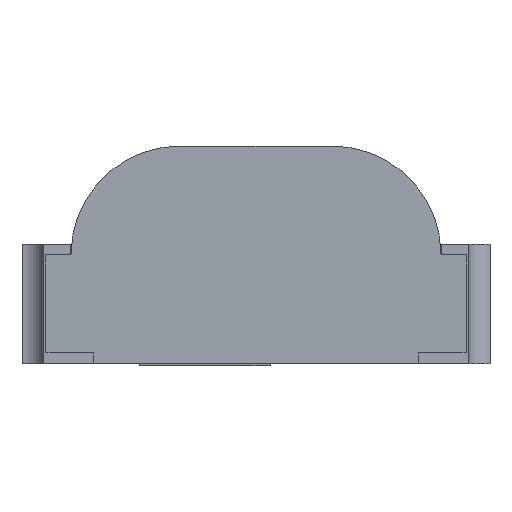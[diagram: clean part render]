
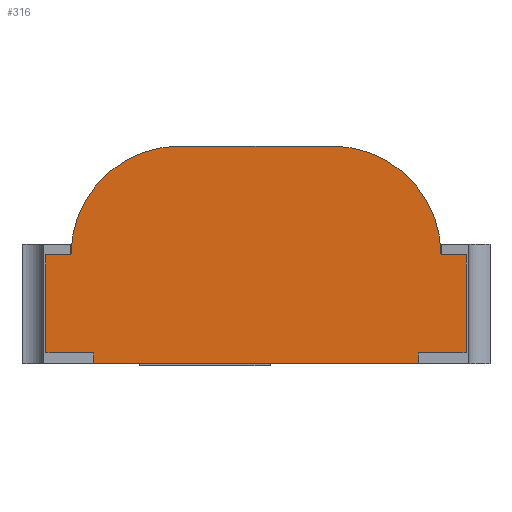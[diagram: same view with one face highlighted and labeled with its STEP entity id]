
A CAD part, left-side view. The second image highlights one B-rep face of the part: STEP entity #316.
In plain terms, the highlighted planar face has unit normal (-1, 0, 0).
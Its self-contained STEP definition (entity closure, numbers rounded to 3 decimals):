
#7 = AXIS2_PLACEMENT_3D ( 'NONE', #82, #172, #266 ) ;
#8 = EDGE_CURVE ( 'NONE', #97, #1289, #160, .T. ) ;
#10 = CARTESIAN_POINT ( 'NONE',  ( -0.417, 0., 1. ) ) ;
#14 = CARTESIAN_POINT ( 'NONE',  ( -0.417, 0.975, 0. ) ) ;
#82 = CARTESIAN_POINT ( 'NONE',  ( -0.417, 0.35, 0.5 ) ) ;
#88 = VERTEX_POINT ( 'NONE', #275 ) ;
#97 = VERTEX_POINT ( 'NONE', #423 ) ;
#125 = VERTEX_POINT ( 'NONE', #994 ) ;
#137 = CARTESIAN_POINT ( 'NONE',  ( -0.417, 0.745, 0. ) ) ;
#148 = VECTOR ( 'NONE', #1154, 1000. ) ;
#160 = CIRCLE ( 'NONE', #697, 0.5 ) ;
#172 = DIRECTION ( 'NONE',  ( 1., 0., 0. ) ) ;
#199 = VECTOR ( 'NONE', #296, 1000. ) ;
#211 = DIRECTION ( 'NONE',  ( 0., 0., 1. ) ) ;
#222 = EDGE_CURVE ( 'NONE', #1573, #125, #708, .T. ) ;
#243 = CARTESIAN_POINT ( 'NONE',  ( -0.417, -0.85, 0.5 ) ) ;
#256 = DIRECTION ( 'NONE',  ( 0., 0., 1. ) ) ;
#266 = DIRECTION ( 'NONE',  ( 0., 0., -1. ) ) ;
#275 = CARTESIAN_POINT ( 'NONE',  ( -0.417, 0.745, 0.05 ) ) ;
#296 = DIRECTION ( 'NONE',  ( 0., -1., 0. ) ) ;
#301 = LINE ( 'NONE', #137, #568 ) ;
#308 = DIRECTION ( 'NONE',  ( 0., 0., -1. ) ) ;
#316 = ADVANCED_FACE ( 'NONE', ( #1099 ), #988, .T. ) ;
#324 = LINE ( 'NONE', #1398, #1601 ) ;
#329 = EDGE_CURVE ( 'NONE', #801, #1314, #724, .T. ) ;
#332 = LINE ( 'NONE', #1908, #148 ) ;
#365 = CARTESIAN_POINT ( 'NONE',  ( -0.417, 0.965, 0. ) ) ;
#371 = EDGE_CURVE ( 'NONE', #125, #1261, #459, .T. ) ;
#378 = CARTESIAN_POINT ( 'NONE',  ( -0.417, -0.745, 0. ) ) ;
#393 = CARTESIAN_POINT ( 'NONE',  ( -0.417, -0.745, 0. ) ) ;
#397 = DIRECTION ( 'NONE',  ( 0., -1., 0. ) ) ;
#421 = EDGE_CURVE ( 'NONE', #88, #692, #301, .T. ) ;
#423 = CARTESIAN_POINT ( 'NONE',  ( -0.417, -0.35, 1. ) ) ;
#442 = DIRECTION ( 'NONE',  ( 0., -1., 0. ) ) ;
#459 = CIRCLE ( 'NONE', #7, 0.5 ) ;
#466 = EDGE_CURVE ( 'NONE', #1757, #959, #1874, .T. ) ;
#513 = DIRECTION ( 'NONE',  ( -1., 0., 0. ) ) ;
#514 = ORIENTED_EDGE ( 'NONE', *, *, #466, .T. ) ;
#530 = VECTOR ( 'NONE', #1042, 1000. ) ;
#557 = LINE ( 'NONE', #365, #530 ) ;
#563 = ORIENTED_EDGE ( 'NONE', *, *, #8, .F. ) ;
#568 = VECTOR ( 'NONE', #308, 1000. ) ;
#573 = CARTESIAN_POINT ( 'NONE',  ( -0.417, 0., 0.5 ) ) ;
#582 = ORIENTED_EDGE ( 'NONE', *, *, #371, .F. ) ;
#594 = EDGE_CURVE ( 'NONE', #1573, #1817, #557, .T. ) ;
#620 = ORIENTED_EDGE ( 'NONE', *, *, #681, .F. ) ;
#642 = EDGE_CURVE ( 'NONE', #692, #1757, #332, .T. ) ;
#681 = EDGE_CURVE ( 'NONE', #1289, #1314, #324, .T. ) ;
#692 = VERTEX_POINT ( 'NONE', #723 ) ;
#697 = AXIS2_PLACEMENT_3D ( 'NONE', #1816, #939, #1393 ) ;
#708 = LINE ( 'NONE', #573, #199 ) ;
#720 = CARTESIAN_POINT ( 'NONE',  ( -0.417, -0.965, 0.05 ) ) ;
#723 = CARTESIAN_POINT ( 'NONE',  ( -0.417, 0.745, 0. ) ) ;
#724 = LINE ( 'NONE', #1906, #900 ) ;
#791 = EDGE_CURVE ( 'NONE', #1817, #88, #1882, .T. ) ;
#801 = VERTEX_POINT ( 'NONE', #720 ) ;
#861 = ORIENTED_EDGE ( 'NONE', *, *, #642, .T. ) ;
#894 = EDGE_CURVE ( 'NONE', #1261, #97, #1476, .T. ) ;
#900 = VECTOR ( 'NONE', #1417, 1000. ) ;
#939 = DIRECTION ( 'NONE',  ( 1., 0., 0. ) ) ;
#941 = ORIENTED_EDGE ( 'NONE', *, *, #329, .T. ) ;
#951 = DIRECTION ( 'NONE',  ( 0., -1., 0. ) ) ;
#955 = ORIENTED_EDGE ( 'NONE', *, *, #894, .F. ) ;
#959 = VERTEX_POINT ( 'NONE', #1211 ) ;
#965 = ORIENTED_EDGE ( 'NONE', *, *, #222, .F. ) ;
#988 = PLANE ( 'NONE',  #1474 ) ;
#993 = EDGE_CURVE ( 'NONE', #959, #801, #1291, .T. ) ;
#994 = CARTESIAN_POINT ( 'NONE',  ( -0.417, 0.85, 0.5 ) ) ;
#1042 = DIRECTION ( 'NONE',  ( 0., 0., -1. ) ) ;
#1049 = CARTESIAN_POINT ( 'NONE',  ( -0.417, 0.35, 1. ) ) ;
#1099 = FACE_OUTER_BOUND ( 'NONE', #1102, .T. ) ;
#1102 = EDGE_LOOP ( 'NONE', ( #582, #965, #1563, #1406, #1562, #861, #514, #1644, #941, #620, #563, #955 ) ) ;
#1112 = CARTESIAN_POINT ( 'NONE',  ( -0.417, -0.891, 0.05 ) ) ;
#1137 = CARTESIAN_POINT ( 'NONE',  ( -0.417, 0.965, 0.5 ) ) ;
#1154 = DIRECTION ( 'NONE',  ( 0., -1., 0. ) ) ;
#1179 = CARTESIAN_POINT ( 'NONE',  ( -0.417, 0.975, 0.05 ) ) ;
#1211 = CARTESIAN_POINT ( 'NONE',  ( -0.417, -0.745, 0.05 ) ) ;
#1261 = VERTEX_POINT ( 'NONE', #1049 ) ;
#1289 = VERTEX_POINT ( 'NONE', #243 ) ;
#1291 = LINE ( 'NONE', #1112, #1315 ) ;
#1314 = VERTEX_POINT ( 'NONE', #1730 ) ;
#1315 = VECTOR ( 'NONE', #442, 1000. ) ;
#1351 = CARTESIAN_POINT ( 'NONE',  ( -0.417, 0.965, 0.05 ) ) ;
#1393 = DIRECTION ( 'NONE',  ( 0., 0., 1. ) ) ;
#1398 = CARTESIAN_POINT ( 'NONE',  ( -0.417, 0., 0.5 ) ) ;
#1406 = ORIENTED_EDGE ( 'NONE', *, *, #791, .T. ) ;
#1417 = DIRECTION ( 'NONE',  ( 0., 0., 1. ) ) ;
#1454 = VECTOR ( 'NONE', #1538, 1000. ) ;
#1474 = AXIS2_PLACEMENT_3D ( 'NONE', #14, #513, #211 ) ;
#1476 = LINE ( 'NONE', #10, #1454 ) ;
#1538 = DIRECTION ( 'NONE',  ( 0., -1., 0. ) ) ;
#1562 = ORIENTED_EDGE ( 'NONE', *, *, #421, .T. ) ;
#1563 = ORIENTED_EDGE ( 'NONE', *, *, #594, .T. ) ;
#1573 = VERTEX_POINT ( 'NONE', #1137 ) ;
#1601 = VECTOR ( 'NONE', #951, 1000. ) ;
#1613 = VECTOR ( 'NONE', #256, 1000. ) ;
#1644 = ORIENTED_EDGE ( 'NONE', *, *, #993, .T. ) ;
#1730 = CARTESIAN_POINT ( 'NONE',  ( -0.417, -0.965, 0.5 ) ) ;
#1757 = VERTEX_POINT ( 'NONE', #378 ) ;
#1816 = CARTESIAN_POINT ( 'NONE',  ( -0.417, -0.35, 0.5 ) ) ;
#1817 = VERTEX_POINT ( 'NONE', #1351 ) ;
#1874 = LINE ( 'NONE', #393, #1613 ) ;
#1882 = LINE ( 'NONE', #1179, #1884 ) ;
#1884 = VECTOR ( 'NONE', #397, 1000. ) ;
#1906 = CARTESIAN_POINT ( 'NONE',  ( -0.417, -0.965, 0. ) ) ;
#1908 = CARTESIAN_POINT ( 'NONE',  ( -0.417, 0., 0. ) ) ;
